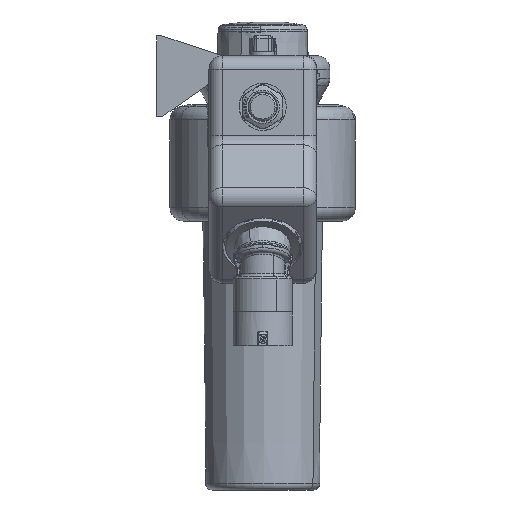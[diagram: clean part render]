
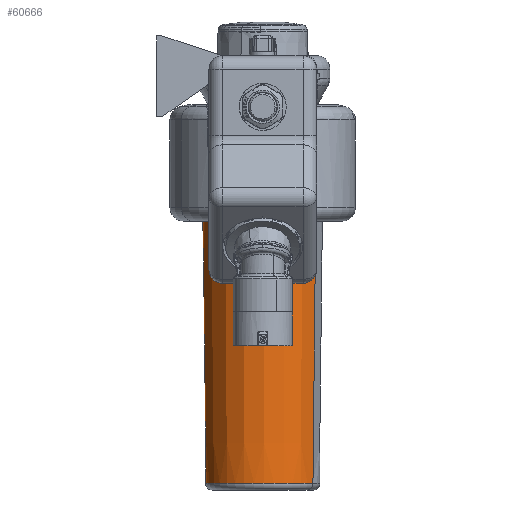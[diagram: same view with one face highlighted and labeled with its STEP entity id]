
A CAD part, front view. The second image highlights one B-rep face of the part: STEP entity #60666.
In plain terms, the highlighted conical face has half-angle 0.672 degrees and reference radius 42.5 mm.
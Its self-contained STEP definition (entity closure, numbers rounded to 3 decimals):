
#60537=CARTESIAN_POINT('Vertex',(-37.348,178.703,-280.059)) ;
#60544=CARTESIAN_POINT('Vertex',(37.348,137.897,-280.059)) ;
#60564=CARTESIAN_POINT('Axis2P3D Location',(0.,158.3,-280.059)) ;
#60624=CARTESIAN_POINT('Axis2P3D Location',(0.,158.3,-285.)) ;
#60629=CARTESIAN_POINT('Line Origine',(-38.486,179.325,-169.55)) ;
#60633=CARTESIAN_POINT('Vertex',(-39.491,179.874,-72.)) ;
#60640=CARTESIAN_POINT('Vertex',(39.491,136.726,-72.)) ;
#60643=CARTESIAN_POINT('Line Origine',(38.486,137.275,-169.55)) ;
#60655=CARTESIAN_POINT('Axis2P3D Location',(0.,158.3,-72.)) ;
#60565=DIRECTION('Axis2P3D Direction',(0.,0.,-1.)) ;
#60625=DIRECTION('Axis2P3D Direction',(0.,0.,1.)) ;
#60626=DIRECTION('Axis2P3D XDirection',(0.878,-0.479,0.)) ;
#60630=DIRECTION('Vector Direction',(-0.01,0.006,1.)) ;
#60644=DIRECTION('Vector Direction',(0.01,-0.006,1.)) ;
#60656=DIRECTION('Axis2P3D Direction',(0.,0.,1.)) ;
#60566=AXIS2_PLACEMENT_3D('Circle Axis2P3D',#60564,#60565,$) ;
#60627=AXIS2_PLACEMENT_3D('Cone Axis2P3D',#60624,#60625,#60626) ;
#60657=AXIS2_PLACEMENT_3D('Circle Axis2P3D',#60655,#60656,$) ;
#60661=ORIENTED_EDGE('',*,*,#60647,.F.) ;
#60662=ORIENTED_EDGE('',*,*,#60659,.T.) ;
#60663=ORIENTED_EDGE('',*,*,#60635,.T.) ;
#60664=ORIENTED_EDGE('',*,*,#60568,.F.) ;
#60631=VECTOR('Line Direction',#60630,1.) ;
#60645=VECTOR('Line Direction',#60644,1.) ;
#60666=ADVANCED_FACE('IDRAULICA',(#60665),#60628,.T.) ;
#60567=CIRCLE('generated circle',#60566,42.558) ;
#60658=CIRCLE('generated circle',#60657,45.) ;
#60628=CONICAL_SURFACE('Cone',#60627,42.5,0.012) ;
#60568=EDGE_CURVE('',#60545,#60538,#60567,.T.) ;
#60635=EDGE_CURVE('',#60634,#60538,#60632,.F.) ;
#60647=EDGE_CURVE('',#60641,#60545,#60646,.F.) ;
#60659=EDGE_CURVE('',#60641,#60634,#60658,.F.) ;
#60660=EDGE_LOOP('',(#60661,#60662,#60663,#60664)) ;
#60665=FACE_OUTER_BOUND('',#60660,.T.) ;
#60632=LINE('Line',#60629,#60631) ;
#60646=LINE('Line',#60643,#60645) ;
#60538=VERTEX_POINT('',#60537) ;
#60545=VERTEX_POINT('',#60544) ;
#60634=VERTEX_POINT('',#60633) ;
#60641=VERTEX_POINT('',#60640) ;
